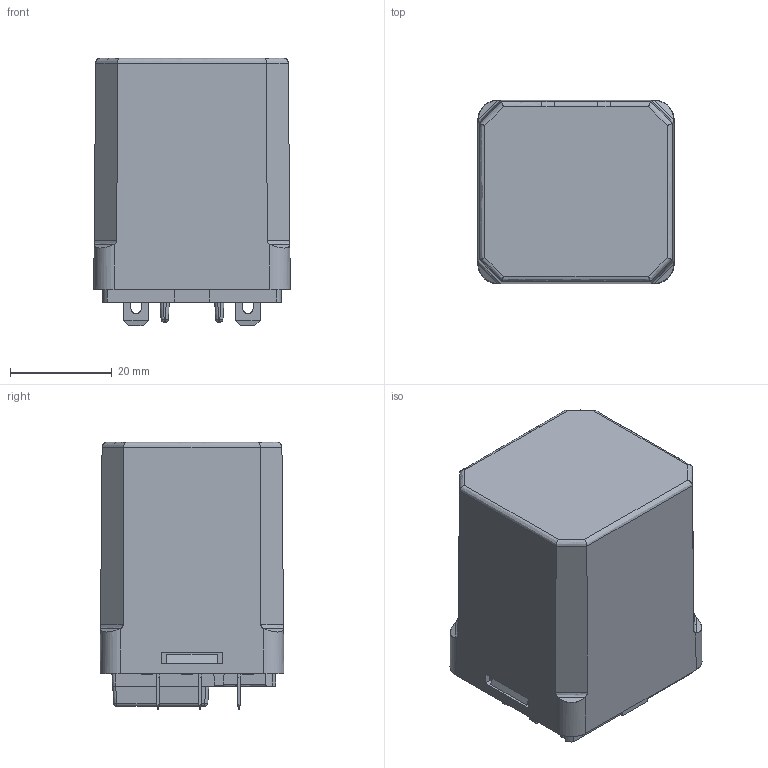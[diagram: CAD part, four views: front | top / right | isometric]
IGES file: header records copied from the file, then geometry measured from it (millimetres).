
Start section: SolidWorks IGES file using analytic representation for surfaces
Global section: file name: RUC-M 2Z.IGS; native system: SolidWorks 2016; preprocessor: SolidWorks 2016; author: pikusl; date: 160616.131515; units: millimetre
Bounding box: 38.65 x 36.15 x 52.65 mm (x, y, z)
Surface area: 18580.8 mm2 (no closed solid volume)
Topology: 0 solids, 0 shells, 443 faces, 3634 edges, 3626 vertices
Faces by surface type: bspline 342, revolution 101
